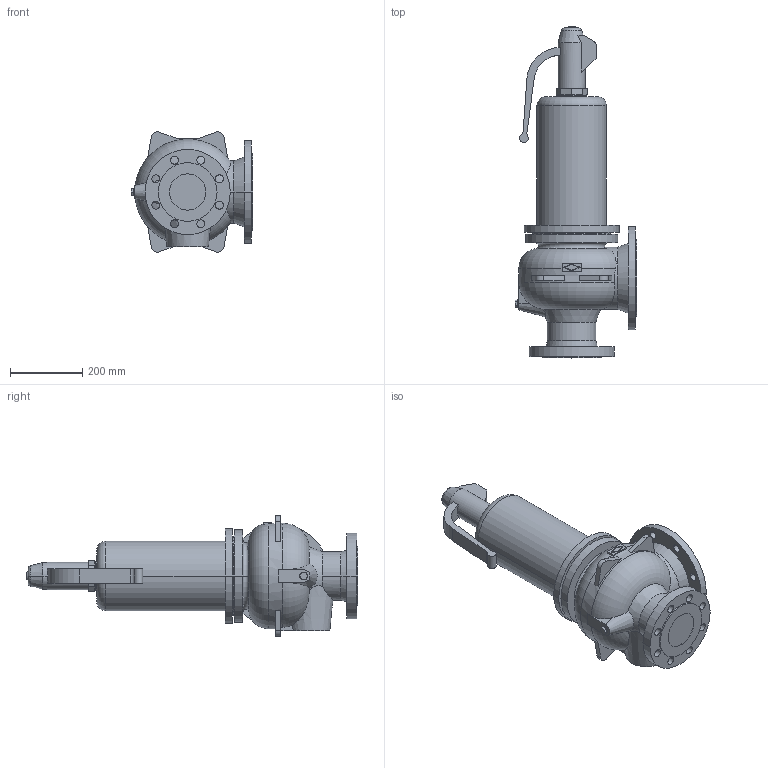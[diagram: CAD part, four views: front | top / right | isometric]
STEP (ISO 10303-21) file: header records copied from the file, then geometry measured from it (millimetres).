
FILE_DESCRIPTION(('Creo Elements/Direct Modeling STEP Export'),'2;1');
FILE_NAME('c000000858.stp','2013-12-03T 7:51:05',(''),(''),'Creo Elements/Direct Modeling STEP processor for AP214 (Solid Model)','Creo Elements/Direct Modeling 17.0D 15-Jul-2011 (C) Parametric Technology GmbH','');
FILE_SCHEMA(('AUTOMOTIVE_DESIGN { 1 0 10303 214 1 1 1 1 }'));
Length unit declared in the file: millimetre
Products named in the file (1): 1
Bounding box: 336 x 916.5 x 332 mm (x, y, z)
Volume: 29673958.5 mm3; surface area: 953759.5 mm2
Topology: 1 solids, 1 shells, 185 faces, 471 edges, 311 vertices
Faces by surface type: plane 85, cylinder 79, cone 11, torus 10
Entity records: 5939 total; most frequent: CARTESIAN_POINT 1549, ORIENTED_EDGE 942, DIRECTION 858, EDGE_CURVE 471, AXIS2_PLACEMENT_3D 314, VERTEX_POINT 311, EDGE_LOOP 240, VECTOR 230
